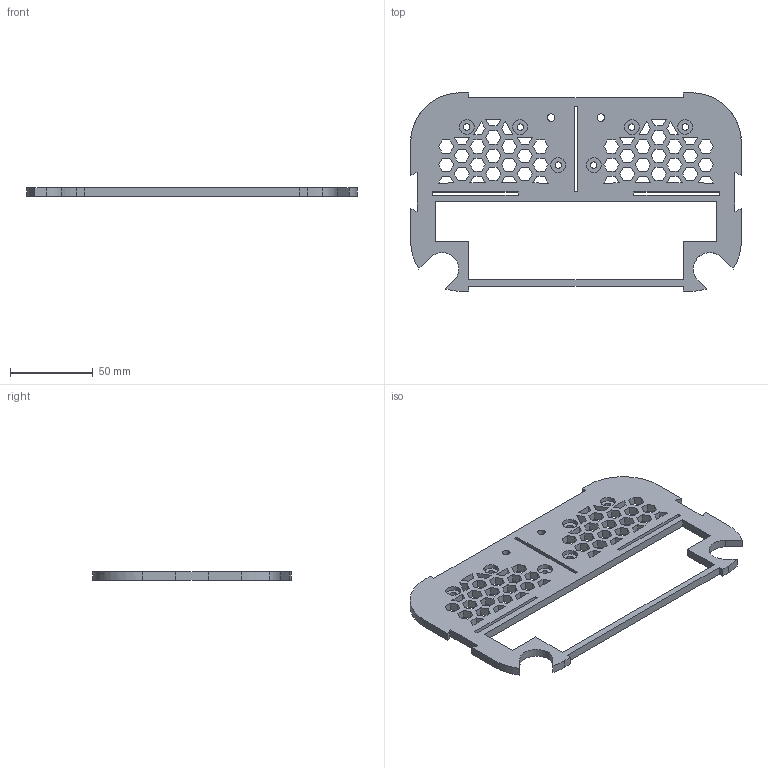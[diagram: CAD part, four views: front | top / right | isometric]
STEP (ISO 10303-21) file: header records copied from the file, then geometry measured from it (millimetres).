
FILE_DESCRIPTION (( 'STEP AP214' ), '1' );
FILE_NAME ('殤.STEP', '2021-02-03T04:18:08', ( '' ), ( '' ), 'SwSTEP 2.0', 'SolidWorks 2018', '' );
FILE_SCHEMA (( 'AUTOMOTIVE_DESIGN' ));
Length unit declared in the file: millimetre
Products named in the file (1): 殤
Bounding box: 200 x 120 x 5 mm (x, y, z)
Volume: 54974.6 mm3; surface area: 39116.9 mm2
Topology: 1 solids, 1 shells, 367 faces, 1059 edges, 706 vertices
Faces by surface type: plane 322, cylinder 45
Entity records: 12157 total; most frequent: CARTESIAN_POINT 2133, ORIENTED_EDGE 2118, DIRECTION 1885, EDGE_CURVE 1059, LINE 969, VECTOR 969, VERTEX_POINT 706, EDGE_LOOP 499
